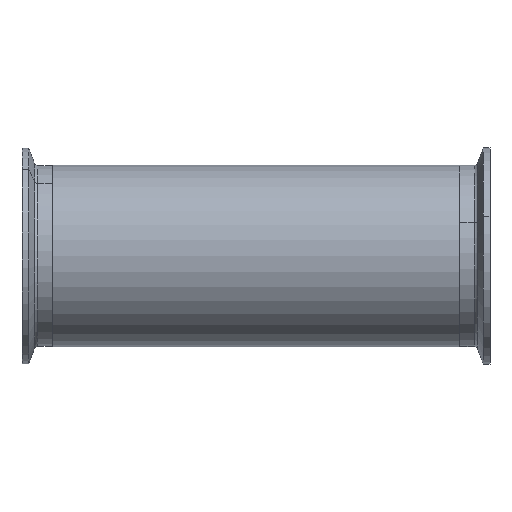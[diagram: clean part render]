
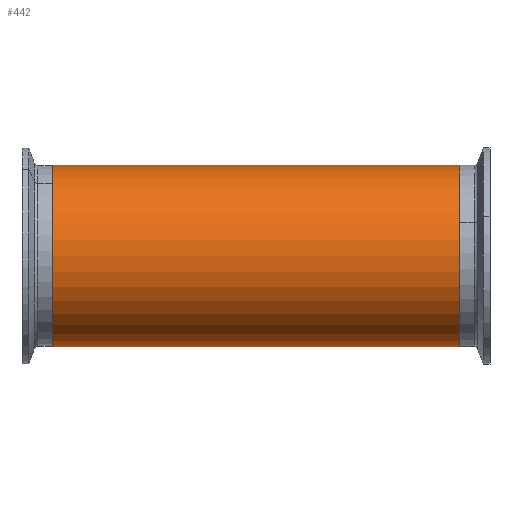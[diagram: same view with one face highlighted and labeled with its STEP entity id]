
A CAD part, front view. The second image highlights one B-rep face of the part: STEP entity #442.
In plain terms, the highlighted cylindrical face has radius 38.1 mm (diameter 76.2 mm), a partial arc.
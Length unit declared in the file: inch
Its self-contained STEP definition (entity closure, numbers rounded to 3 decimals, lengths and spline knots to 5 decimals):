
#85 = VERTEX_POINT ( 'NONE', #1731 ) ;
#97 = EDGE_CURVE ( 'NONE', #85, #1408, #2581, .T. ) ;
#101 = DIRECTION ( 'NONE',  ( 1., 0., 0. ) ) ;
#168 = FACE_OUTER_BOUND ( 'NONE', #2102, .T. ) ;
#171 = CIRCLE ( 'NONE', #1927, 1.5 ) ;
#220 = DIRECTION ( 'NONE',  ( -1., 0., 0. ) ) ;
#293 = CARTESIAN_POINT ( 'NONE',  ( -3.37402, 0., -1.5 ) ) ;
#334 = ORIENTED_EDGE ( 'NONE', *, *, #1550, .F. ) ;
#374 = CARTESIAN_POINT ( 'NONE',  ( -3.37402, 0., 1.5 ) ) ;
#383 = DIRECTION ( 'NONE',  ( 0., 0., 1. ) ) ;
#395 = ORIENTED_EDGE ( 'NONE', *, *, #97, .F. ) ;
#442 = ADVANCED_FACE ( 'NONE', ( #168 ), #2377, .T. ) ;
#545 = DIRECTION ( 'NONE',  ( 0., 0., -1. ) ) ;
#586 = CARTESIAN_POINT ( 'NONE',  ( -3.37402, 0., 0. ) ) ;
#622 = AXIS2_PLACEMENT_3D ( 'NONE', #1520, #220, #383 ) ;
#627 = EDGE_CURVE ( 'NONE', #1506, #2422, #1761, .T. ) ;
#668 = DIRECTION ( 'NONE',  ( 0., 0., -1. ) ) ;
#703 = DIRECTION ( 'NONE',  ( -1., 0., 0. ) ) ;
#733 = ORIENTED_EDGE ( 'NONE', *, *, #1828, .T. ) ;
#803 = CARTESIAN_POINT ( 'NONE',  ( 3.37402, 0., 1.5 ) ) ;
#920 = ORIENTED_EDGE ( 'NONE', *, *, #627, .T. ) ;
#1028 = VECTOR ( 'NONE', #703, 39.37008 ) ;
#1408 = VERTEX_POINT ( 'NONE', #293 ) ;
#1506 = VERTEX_POINT ( 'NONE', #803 ) ;
#1520 = CARTESIAN_POINT ( 'NONE',  ( 3.37402, 0., 0. ) ) ;
#1550 = EDGE_CURVE ( 'NONE', #1506, #85, #171, .T. ) ;
#1726 = VECTOR ( 'NONE', #2593, 39.37008 ) ;
#1731 = CARTESIAN_POINT ( 'NONE',  ( 3.37402, 0., -1.5 ) ) ;
#1761 = LINE ( 'NONE', #2022, #1028 ) ;
#1772 = CIRCLE ( 'NONE', #2657, 1.5 ) ;
#1828 = EDGE_CURVE ( 'NONE', #2422, #1408, #1772, .T. ) ;
#1834 = CARTESIAN_POINT ( 'NONE',  ( 3.37402, 0., 0. ) ) ;
#1927 = AXIS2_PLACEMENT_3D ( 'NONE', #1834, #101, #545 ) ;
#2022 = CARTESIAN_POINT ( 'NONE',  ( 3.37402, 0., 1.5 ) ) ;
#2102 = EDGE_LOOP ( 'NONE', ( #395, #334, #920, #733 ) ) ;
#2170 = CARTESIAN_POINT ( 'NONE',  ( 3.37402, 0., -1.5 ) ) ;
#2377 = CYLINDRICAL_SURFACE ( 'NONE', #622, 1.5 ) ;
#2422 = VERTEX_POINT ( 'NONE', #374 ) ;
#2581 = LINE ( 'NONE', #2170, #1726 ) ;
#2593 = DIRECTION ( 'NONE',  ( -1., 0., 0. ) ) ;
#2611 = DIRECTION ( 'NONE',  ( 1., 0., 0. ) ) ;
#2657 = AXIS2_PLACEMENT_3D ( 'NONE', #586, #2611, #668 ) ;
